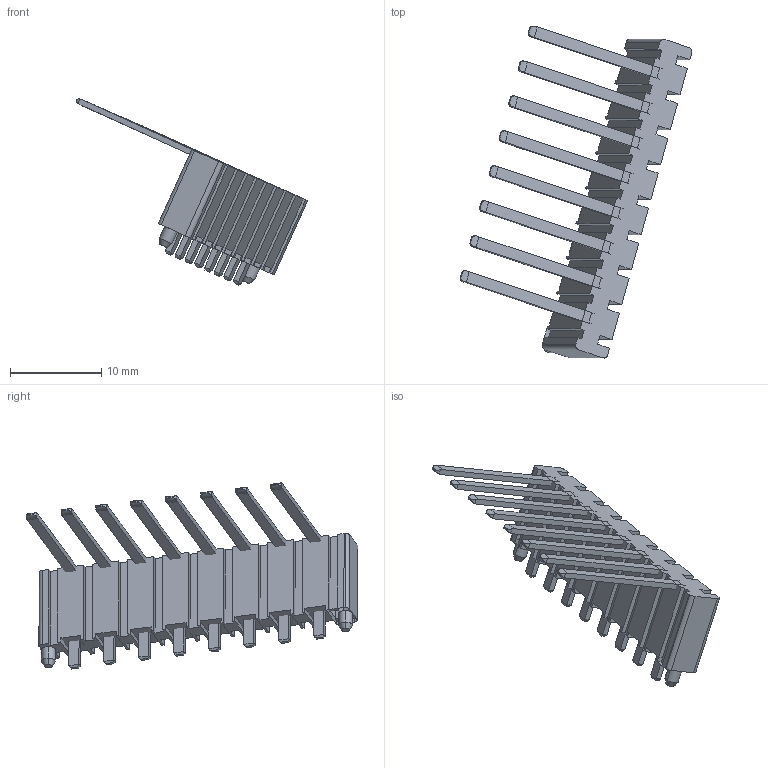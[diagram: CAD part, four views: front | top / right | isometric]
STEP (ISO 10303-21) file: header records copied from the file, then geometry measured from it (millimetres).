
FILE_DESCRIPTION(('CATIA V5 STEP Exchange'),'2;1');
FILE_NAME('PEL012103_01-2.stp','2022-01-07T08:18:30+00:00',('none'),('none'),'CATIA Version 5-6 Release 2016','CATIA V5 STEP AP203','none');
FILE_SCHEMA(('CONFIG_CONTROL_DESIGN'));
Length unit declared in the file: millimetre
Products named in the file (1): PEL012103_01
Bounding box: 25.34 x 36.32 x 20.36 mm (x, y, z)
Volume: 1221.1 mm3; surface area: 2073.1 mm2
Topology: 9 solids, 9 shells, 313 faces, 877 edges, 580 vertices
Faces by surface type: plane 212, cylinder 97, cone 4
Entity records: 10163 total; most frequent: CARTESIAN_POINT 2340, ORIENTED_EDGE 1746, DIRECTION 1373, EDGE_CURVE 873, VECTOR 665, LINE 665, VERTEX_POINT 578, AXIS2_PLACEMENT_3D 396
